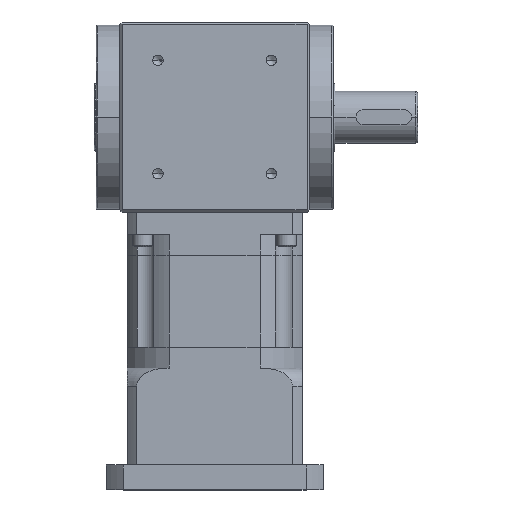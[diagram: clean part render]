
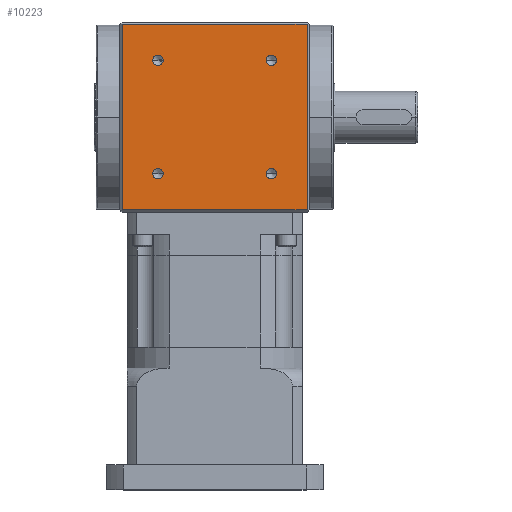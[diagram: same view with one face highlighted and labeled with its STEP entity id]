
A CAD part, top view. The second image highlights one B-rep face of the part: STEP entity #10223.
In plain terms, the highlighted planar face has unit normal (0, 0, 1).
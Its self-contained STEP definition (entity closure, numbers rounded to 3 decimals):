
#373 = VERTEX_POINT ( 'NONE', #9765 ) ;
#477 = CARTESIAN_POINT ( 'NONE',  ( 45.962, 327.962, 77. ) ) ;
#813 = EDGE_LOOP ( 'NONE', ( #1364, #23577 ) ) ;
#1364 = ORIENTED_EDGE ( 'NONE', *, *, #6170, .F. ) ;
#1433 = AXIS2_PLACEMENT_3D ( 'NONE', #19168, #6242, #21334 ) ;
#1437 = VERTEX_POINT ( 'NONE', #27668 ) ;
#1491 = FACE_BOUND ( 'NONE', #11242, .T. ) ;
#1534 = DIRECTION ( 'NONE',  ( 0., 0., 1. ) ) ;
#1653 = DIRECTION ( 'NONE',  ( 0., 0., 1. ) ) ;
#1778 = ORIENTED_EDGE ( 'NONE', *, *, #24303, .F. ) ;
#2016 = PLANE ( 'NONE',  #6672 ) ;
#2116 = DIRECTION ( 'NONE',  ( 0., 0., -1. ) ) ;
#2449 = VERTEX_POINT ( 'NONE', #12741 ) ;
#2564 = DIRECTION ( 'NONE',  ( 1., 0., 0. ) ) ;
#2657 = DIRECTION ( 'NONE',  ( 0., -1., 0. ) ) ;
#2924 = LINE ( 'NONE', #27949, #25250 ) ;
#3117 = ORIENTED_EDGE ( 'NONE', *, *, #24035, .F. ) ;
#3196 = CIRCLE ( 'NONE', #4221, 4.25 ) ;
#3263 = CARTESIAN_POINT ( 'NONE',  ( 45.962, 332.212, 77. ) ) ;
#3348 = ORIENTED_EDGE ( 'NONE', *, *, #14343, .F. ) ;
#3685 = DIRECTION ( 'NONE',  ( 0., 0., 1. ) ) ;
#4221 = AXIS2_PLACEMENT_3D ( 'NONE', #477, #15574, #2657 ) ;
#4541 = AXIS2_PLACEMENT_3D ( 'NONE', #12707, #27862, #14900 ) ;
#4860 = EDGE_LOOP ( 'NONE', ( #23503, #13492, #3348, #3117 ) ) ;
#4965 = EDGE_CURVE ( 'NONE', #373, #1437, #18141, .T. ) ;
#5440 = EDGE_CURVE ( 'NONE', #1437, #373, #14036, .T. ) ;
#5897 = VERTEX_POINT ( 'NONE', #23252 ) ;
#6154 = EDGE_CURVE ( 'NONE', #26349, #23582, #14694, .T. ) ;
#6170 = EDGE_CURVE ( 'NONE', #23916, #20257, #3196, .T. ) ;
#6174 = CARTESIAN_POINT ( 'NONE',  ( 45.962, 240.288, 77. ) ) ;
#6242 = DIRECTION ( 'NONE',  ( 0., 0., 1. ) ) ;
#6506 = ORIENTED_EDGE ( 'NONE', *, *, #25310, .F. ) ;
#6672 = AXIS2_PLACEMENT_3D ( 'NONE', #15031, #2116, #17217 ) ;
#6715 = CARTESIAN_POINT ( 'NONE',  ( -95., 357., 77. ) ) ;
#6762 = CIRCLE ( 'NONE', #24472, 4.25 ) ;
#6789 = EDGE_CURVE ( 'NONE', #11517, #19910, #20737, .T. ) ;
#7211 = AXIS2_PLACEMENT_3D ( 'NONE', #25818, #12824, #27979 ) ;
#7219 = FACE_BOUND ( 'NONE', #24449, .T. ) ;
#7230 = CARTESIAN_POINT ( 'NONE',  ( 45.962, 323.712, 77. ) ) ;
#7656 = AXIS2_PLACEMENT_3D ( 'NONE', #16638, #3685, #18798 ) ;
#9765 = CARTESIAN_POINT ( 'NONE',  ( -45.962, 332.212, 77. ) ) ;
#10223 = ADVANCED_FACE ( 'NONE', ( #12979, #18714, #7219, #1491, #23829 ), #2016, .F. ) ;
#10395 = CIRCLE ( 'NONE', #7211, 4.25 ) ;
#10799 = CARTESIAN_POINT ( 'NONE',  ( 74.872, 207., 77. ) ) ;
#11162 = CARTESIAN_POINT ( 'NONE',  ( -74.872, 0., 77. ) ) ;
#11242 = EDGE_LOOP ( 'NONE', ( #1778, #6506 ) ) ;
#11517 = VERTEX_POINT ( 'NONE', #6174 ) ;
#11939 = DIRECTION ( 'NONE',  ( -1., 0., 0. ) ) ;
#12390 = ORIENTED_EDGE ( 'NONE', *, *, #4965, .F. ) ;
#12508 = CARTESIAN_POINT ( 'NONE',  ( -45.962, 236.038, 77. ) ) ;
#12570 = CIRCLE ( 'NONE', #24261, 4.25 ) ;
#12707 = CARTESIAN_POINT ( 'NONE',  ( -45.962, 327.962, 77. ) ) ;
#12741 = CARTESIAN_POINT ( 'NONE',  ( -45.962, 231.788, 77. ) ) ;
#12824 = DIRECTION ( 'NONE',  ( 0., 0., 1. ) ) ;
#12979 = FACE_BOUND ( 'NONE', #24795, .T. ) ;
#13492 = ORIENTED_EDGE ( 'NONE', *, *, #6154, .F. ) ;
#14036 = CIRCLE ( 'NONE', #20830, 4.25 ) ;
#14236 = VECTOR ( 'NONE', #11939, 1000. ) ;
#14343 = EDGE_CURVE ( 'NONE', #5897, #26349, #15384, .T. ) ;
#14452 = CARTESIAN_POINT ( 'NONE',  ( -45.962, 236.038, 77. ) ) ;
#14579 = CARTESIAN_POINT ( 'NONE',  ( -45.962, 327.962, 77. ) ) ;
#14690 = DIRECTION ( 'NONE',  ( 0., -1., 0. ) ) ;
#14694 = LINE ( 'NONE', #6715, #19786 ) ;
#14900 = DIRECTION ( 'NONE',  ( 0., -1., 0. ) ) ;
#15031 = CARTESIAN_POINT ( 'NONE',  ( -95., 359., 77. ) ) ;
#15384 = LINE ( 'NONE', #11162, #21133 ) ;
#15574 = DIRECTION ( 'NONE',  ( 0., 0., 1. ) ) ;
#15944 = ORIENTED_EDGE ( 'NONE', *, *, #5440, .F. ) ;
#16232 = CARTESIAN_POINT ( 'NONE',  ( -74.872, 357., 77. ) ) ;
#16638 = CARTESIAN_POINT ( 'NONE',  ( 45.962, 236.038, 77. ) ) ;
#16642 = DIRECTION ( 'NONE',  ( 0., -1., 0. ) ) ;
#16756 = DIRECTION ( 'NONE',  ( 0., -1., 0. ) ) ;
#16790 = VERTEX_POINT ( 'NONE', #21265 ) ;
#17217 = DIRECTION ( 'NONE',  ( 0., 1., 0. ) ) ;
#18141 = CIRCLE ( 'NONE', #4541, 4.25 ) ;
#18714 = FACE_BOUND ( 'NONE', #813, .T. ) ;
#18798 = DIRECTION ( 'NONE',  ( 0., -1., 0. ) ) ;
#19002 = EDGE_CURVE ( 'NONE', #20257, #23916, #27683, .T. ) ;
#19035 = EDGE_CURVE ( 'NONE', #19910, #11517, #10395, .T. ) ;
#19168 = CARTESIAN_POINT ( 'NONE',  ( 45.962, 327.962, 77. ) ) ;
#19355 = LINE ( 'NONE', #24908, #14236 ) ;
#19786 = VECTOR ( 'NONE', #2564, 1000. ) ;
#19910 = VERTEX_POINT ( 'NONE', #23531 ) ;
#20257 = VERTEX_POINT ( 'NONE', #3263 ) ;
#20476 = EDGE_CURVE ( 'NONE', #23582, #25431, #2924, .T. ) ;
#20737 = CIRCLE ( 'NONE', #7656, 4.25 ) ;
#20830 = AXIS2_PLACEMENT_3D ( 'NONE', #14579, #1653, #16756 ) ;
#21133 = VECTOR ( 'NONE', #26330, 1000. ) ;
#21265 = CARTESIAN_POINT ( 'NONE',  ( -45.962, 240.288, 77. ) ) ;
#21334 = DIRECTION ( 'NONE',  ( 0., -1., 0. ) ) ;
#21497 = DIRECTION ( 'NONE',  ( 0., -1., 0. ) ) ;
#22467 = ORIENTED_EDGE ( 'NONE', *, *, #6789, .F. ) ;
#23036 = CARTESIAN_POINT ( 'NONE',  ( 74.872, 357., 77. ) ) ;
#23252 = CARTESIAN_POINT ( 'NONE',  ( -74.872, 207., 77. ) ) ;
#23503 = ORIENTED_EDGE ( 'NONE', *, *, #20476, .F. ) ;
#23531 = CARTESIAN_POINT ( 'NONE',  ( 45.962, 231.788, 77. ) ) ;
#23577 = ORIENTED_EDGE ( 'NONE', *, *, #19002, .F. ) ;
#23582 = VERTEX_POINT ( 'NONE', #23036 ) ;
#23638 = ORIENTED_EDGE ( 'NONE', *, *, #19035, .F. ) ;
#23829 = FACE_OUTER_BOUND ( 'NONE', #4860, .T. ) ;
#23916 = VERTEX_POINT ( 'NONE', #7230 ) ;
#24035 = EDGE_CURVE ( 'NONE', #25431, #5897, #19355, .T. ) ;
#24261 = AXIS2_PLACEMENT_3D ( 'NONE', #14452, #1534, #16642 ) ;
#24303 = EDGE_CURVE ( 'NONE', #2449, #16790, #12570, .T. ) ;
#24449 = EDGE_LOOP ( 'NONE', ( #23638, #22467 ) ) ;
#24472 = AXIS2_PLACEMENT_3D ( 'NONE', #12508, #27651, #14690 ) ;
#24795 = EDGE_LOOP ( 'NONE', ( #15944, #12390 ) ) ;
#24908 = CARTESIAN_POINT ( 'NONE',  ( -95., 207., 77. ) ) ;
#25250 = VECTOR ( 'NONE', #21497, 1000. ) ;
#25310 = EDGE_CURVE ( 'NONE', #16790, #2449, #6762, .T. ) ;
#25431 = VERTEX_POINT ( 'NONE', #10799 ) ;
#25818 = CARTESIAN_POINT ( 'NONE',  ( 45.962, 236.038, 77. ) ) ;
#26330 = DIRECTION ( 'NONE',  ( 0., 1., 0. ) ) ;
#26349 = VERTEX_POINT ( 'NONE', #16232 ) ;
#27651 = DIRECTION ( 'NONE',  ( 0., 0., 1. ) ) ;
#27668 = CARTESIAN_POINT ( 'NONE',  ( -45.962, 323.712, 77. ) ) ;
#27683 = CIRCLE ( 'NONE', #1433, 4.25 ) ;
#27862 = DIRECTION ( 'NONE',  ( 0., 0., 1. ) ) ;
#27949 = CARTESIAN_POINT ( 'NONE',  ( 74.872, 0., 77. ) ) ;
#27979 = DIRECTION ( 'NONE',  ( 0., -1., 0. ) ) ;
